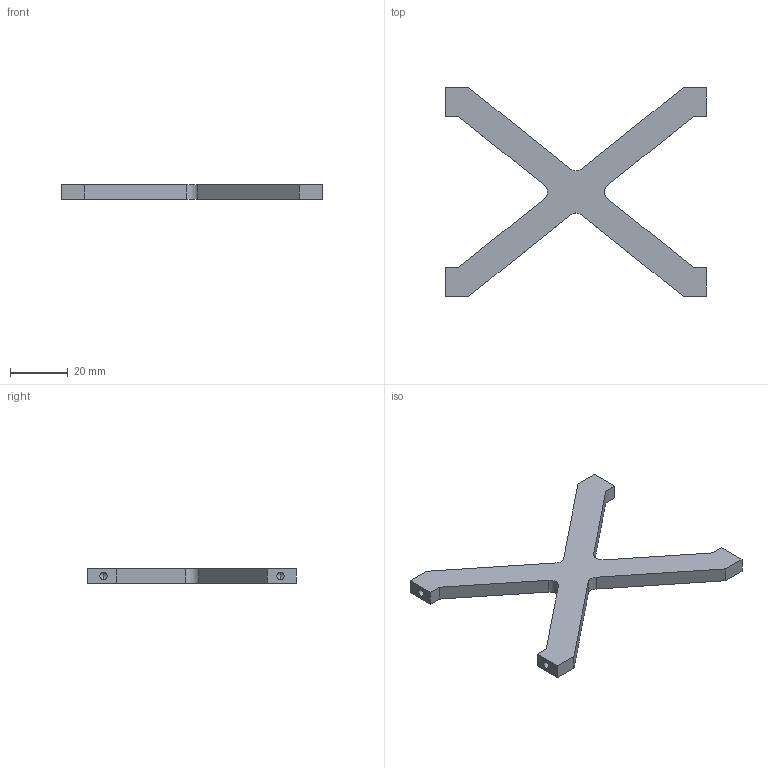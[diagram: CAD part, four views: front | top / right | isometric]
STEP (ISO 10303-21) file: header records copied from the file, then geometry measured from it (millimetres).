
FILE_DESCRIPTION (( 'STEP AP203' ), '1' );
FILE_NAME ('cross brace MAKER.STEP', '2018-02-09T05:22:58', ( '' ), ( '' ), 'SwSTEP 2.0', 'SolidWorks 2017', '' );
FILE_SCHEMA (( 'CONFIG_CONTROL_DESIGN' ));
Length unit declared in the file: millimetre
Products named in the file (1): cross brace MAKER
Bounding box: 90 x 72 x 5 mm (x, y, z)
Volume: 10533.7 mm3; surface area: 6753.7 mm2
Topology: 1 solids, 1 shells, 43 faces, 115 edges, 70 vertices
Faces by surface type: plane 22, cylinder 13, cone 8
Entity records: 1352 total; most frequent: DIRECTION 221, CARTESIAN_POINT 221, ORIENTED_EDGE 214, EDGE_CURVE 107, LINE 81, VECTOR 81, VERTEX_POINT 70, AXIS2_PLACEMENT_3D 70
